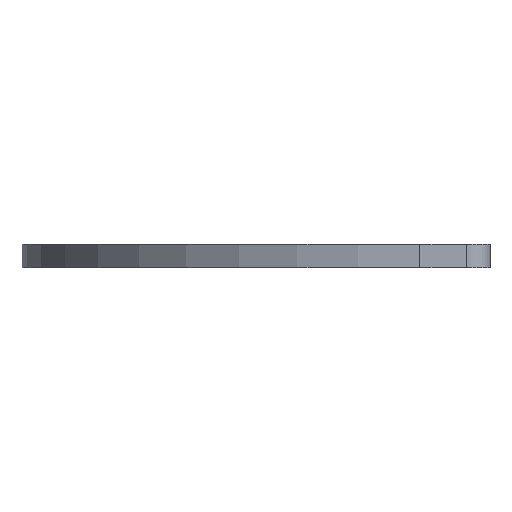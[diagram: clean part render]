
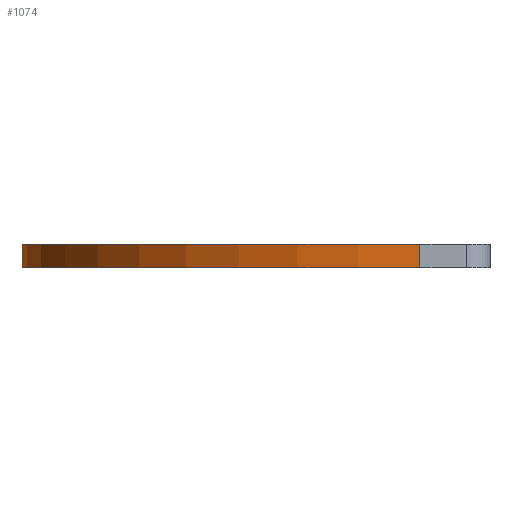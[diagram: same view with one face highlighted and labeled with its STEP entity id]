
A CAD part, left-side view. The second image highlights one B-rep face of the part: STEP entity #1074.
In plain terms, the highlighted cylindrical face has radius 17 mm (diameter 34 mm), a partial arc.
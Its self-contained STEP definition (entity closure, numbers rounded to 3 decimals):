
#78=FACE_OUTER_BOUND('',#133,.T.);
#133=EDGE_LOOP('',(#804,#805,#806,#807));
#223=LINE('',#1682,#340);
#225=LINE('',#1688,#342);
#340=VECTOR('',#1359,10.);
#342=VECTOR('',#1365,10.);
#423=CIRCLE('',#1168,17.);
#424=CIRCLE('',#1169,17.);
#497=VERTEX_POINT('',#1679);
#498=VERTEX_POINT('',#1681);
#499=VERTEX_POINT('',#1685);
#500=VERTEX_POINT('',#1687);
#623=EDGE_CURVE('',#498,#497,#223,.T.);
#625=EDGE_CURVE('',#497,#499,#423,.T.);
#626=EDGE_CURVE('',#500,#499,#225,.T.);
#627=EDGE_CURVE('',#498,#500,#424,.T.);
#804=ORIENTED_EDGE('',*,*,#625,.T.);
#805=ORIENTED_EDGE('',*,*,#626,.F.);
#806=ORIENTED_EDGE('',*,*,#627,.F.);
#807=ORIENTED_EDGE('',*,*,#623,.T.);
#1039=CYLINDRICAL_SURFACE('',#1167,17.);
#1074=ADVANCED_FACE('',(#78),#1039,.T.);
#1167=AXIS2_PLACEMENT_3D('',#1684,#1361,#1362);
#1168=AXIS2_PLACEMENT_3D('',#1686,#1363,#1364);
#1169=AXIS2_PLACEMENT_3D('',#1689,#1366,#1367);
#1359=DIRECTION('',(0.,0.,1.));
#1361=DIRECTION('center_axis',(0.,0.,1.));
#1362=DIRECTION('ref_axis',(0.,1.,0.));
#1363=DIRECTION('center_axis',(0.,0.,-1.));
#1364=DIRECTION('ref_axis',(0.,1.,0.));
#1365=DIRECTION('',(0.,0.,1.));
#1366=DIRECTION('center_axis',(0.,0.,-1.));
#1367=DIRECTION('ref_axis',(0.,1.,0.));
#1679=CARTESIAN_POINT('',(-10.,-7.,1.));
#1681=CARTESIAN_POINT('',(-10.,-7.,0.));
#1682=CARTESIAN_POINT('',(-10.,-7.,0.));
#1684=CARTESIAN_POINT('Origin',(7.,-7.,0.));
#1685=CARTESIAN_POINT('',(7.,10.,1.));
#1686=CARTESIAN_POINT('Origin',(7.,-7.,1.));
#1687=CARTESIAN_POINT('',(7.,10.,0.));
#1688=CARTESIAN_POINT('',(7.,10.,0.));
#1689=CARTESIAN_POINT('Origin',(7.,-7.,0.));
